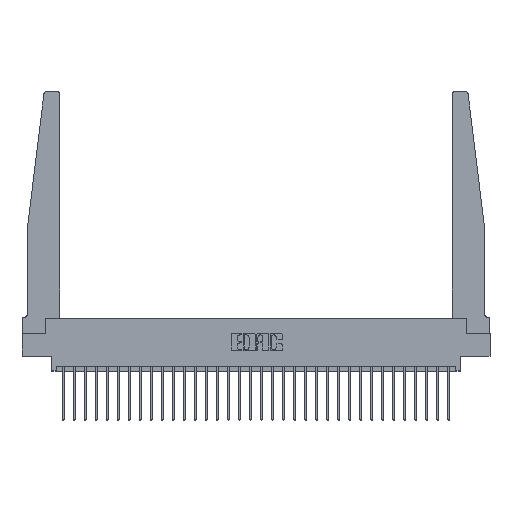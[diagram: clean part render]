
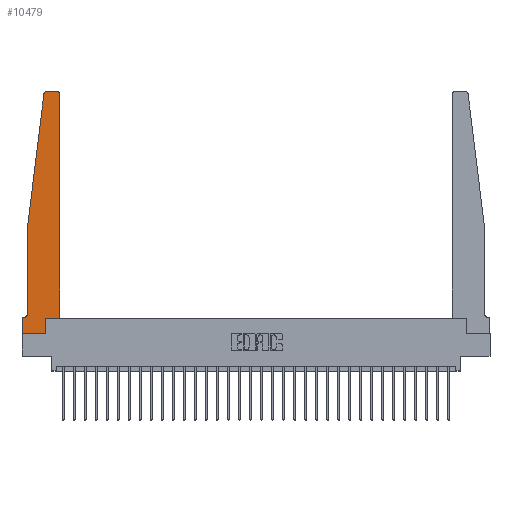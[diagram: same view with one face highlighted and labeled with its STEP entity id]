
A CAD part, top view. The second image highlights one B-rep face of the part: STEP entity #10479.
In plain terms, the highlighted planar face has unit normal (0, 0, 1).
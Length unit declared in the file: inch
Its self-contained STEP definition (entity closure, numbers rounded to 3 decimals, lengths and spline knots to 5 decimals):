
#390 = LINE ( 'NONE', #672, #23174 ) ;
#672 = CARTESIAN_POINT ( 'NONE',  ( 0., 0., 0.37 ) ) ;
#1036 = VECTOR ( 'NONE', #7783, 39.37008 ) ;
#1499 = VERTEX_POINT ( 'NONE', #12546 ) ;
#1939 = VECTOR ( 'NONE', #2041, 39.37008 ) ;
#2041 = DIRECTION ( 'NONE',  ( 0., -1., 0. ) ) ;
#2192 = LINE ( 'NONE', #11808, #1939 ) ;
#2321 = ORIENTED_EDGE ( 'NONE', *, *, #22756, .T. ) ;
#2475 = ORIENTED_EDGE ( 'NONE', *, *, #4068, .T. ) ;
#2515 = CARTESIAN_POINT ( 'NONE',  ( 0., 0.1875, 0.37 ) ) ;
#2607 = ORIENTED_EDGE ( 'NONE', *, *, #6896, .T. ) ;
#2661 = CARTESIAN_POINT ( 'NONE',  ( 0.395, 2.75, 0.37 ) ) ;
#3127 = DIRECTION ( 'NONE',  ( 1., 0., 0. ) ) ;
#3490 = CARTESIAN_POINT ( 'NONE',  ( 0.2605, 0.18, 0.37 ) ) ;
#3789 = VECTOR ( 'NONE', #20103, 39.37008 ) ;
#3876 = LINE ( 'NONE', #8977, #3789 ) ;
#4068 = EDGE_CURVE ( 'NONE', #1499, #5622, #5556, .T. ) ;
#4686 = DIRECTION ( 'NONE',  ( -0.122, -0.992, 0. ) ) ;
#5003 = ORIENTED_EDGE ( 'NONE', *, *, #23316, .T. ) ;
#5202 = DIRECTION ( 'NONE',  ( 0., -1., 0. ) ) ;
#5316 = ORIENTED_EDGE ( 'NONE', *, *, #22819, .T. ) ;
#5358 = VECTOR ( 'NONE', #8230, 39.37008 ) ;
#5556 = CIRCLE ( 'NONE', #9382, 0.03 ) ;
#5622 = VERTEX_POINT ( 'NONE', #2661 ) ;
#5857 = DIRECTION ( 'NONE',  ( 1., 0., 0. ) ) ;
#6245 = VERTEX_POINT ( 'NONE', #20047 ) ;
#6633 = VERTEX_POINT ( 'NONE', #3490 ) ;
#6896 = EDGE_CURVE ( 'NONE', #19894, #22800, #6936, .T. ) ;
#6936 = LINE ( 'NONE', #16097, #8830 ) ;
#7136 = CARTESIAN_POINT ( 'NONE',  ( 0.015, 0.2375, 0.37 ) ) ;
#7399 = VERTEX_POINT ( 'NONE', #2515 ) ;
#7783 = DIRECTION ( 'NONE',  ( -1., 0., 0. ) ) ;
#8083 = LINE ( 'NONE', #19196, #1036 ) ;
#8230 = DIRECTION ( 'NONE',  ( 0., 1., 0. ) ) ;
#8376 = LINE ( 'NONE', #23676, #5358 ) ;
#8830 = VECTOR ( 'NONE', #4686, 39.37008 ) ;
#8977 = CARTESIAN_POINT ( 'NONE',  ( 0.25, 2.75, 0.37 ) ) ;
#9334 = CARTESIAN_POINT ( 'NONE',  ( 0.27653, 2.75, 0.37 ) ) ;
#9374 = LINE ( 'NONE', #25460, #29264 ) ;
#9382 = AXIS2_PLACEMENT_3D ( 'NONE', #26423, #23852, #5857 ) ;
#9395 = VERTEX_POINT ( 'NONE', #15703 ) ;
#9550 = PLANE ( 'NONE',  #16016 ) ;
#9846 = DIRECTION ( 'NONE',  ( 0., 0., 1. ) ) ;
#9902 = CARTESIAN_POINT ( 'NONE',  ( 0.24675, 2.72367, 0.37 ) ) ;
#9965 = ORIENTED_EDGE ( 'NONE', *, *, #13525, .T. ) ;
#10056 = DIRECTION ( 'NONE',  ( 0., 1., 0. ) ) ;
#10467 = ORIENTED_EDGE ( 'NONE', *, *, #25734, .T. ) ;
#10472 = EDGE_CURVE ( 'NONE', #7399, #29619, #390, .T. ) ;
#10479 = ADVANCED_FACE ( 'NONE', ( #21275 ), #9550, .T. ) ;
#10788 = VERTEX_POINT ( 'NONE', #10977 ) ;
#10977 = CARTESIAN_POINT ( 'NONE',  ( 0.425, 0.18, 0.37 ) ) ;
#11140 = ORIENTED_EDGE ( 'NONE', *, *, #10472, .T. ) ;
#11808 = CARTESIAN_POINT ( 'NONE',  ( 0.065, 1.25, 0.37 ) ) ;
#12285 = CARTESIAN_POINT ( 'NONE',  ( 0.27653, 2.72, 0.37 ) ) ;
#12458 = CARTESIAN_POINT ( 'NONE',  ( 0.425, 0.18, 0.37 ) ) ;
#12546 = CARTESIAN_POINT ( 'NONE',  ( 0.425, 2.72, 0.37 ) ) ;
#12867 = AXIS2_PLACEMENT_3D ( 'NONE', #7136, #27111, #18396 ) ;
#13525 = EDGE_CURVE ( 'NONE', #10788, #1499, #21487, .T. ) ;
#14351 = DIRECTION ( 'NONE',  ( 1., 0., 0. ) ) ;
#14495 = EDGE_LOOP ( 'NONE', ( #10467, #28977, #2607, #5003, #22656, #5316, #11140, #21348, #2321, #19675, #9965, #2475 ) ) ;
#15266 = VERTEX_POINT ( 'NONE', #9334 ) ;
#15703 = CARTESIAN_POINT ( 'NONE',  ( 0.065, 0.2375, 0.37 ) ) ;
#16016 = AXIS2_PLACEMENT_3D ( 'NONE', #27877, #9846, #14351 ) ;
#16097 = CARTESIAN_POINT ( 'NONE',  ( 0.065, 1.25, 0.37 ) ) ;
#16159 = CARTESIAN_POINT ( 'NONE',  ( 0.425, 0.18, 0.37 ) ) ;
#17283 = CARTESIAN_POINT ( 'NONE',  ( 0.2605, 0., 0.37 ) ) ;
#18396 = DIRECTION ( 'NONE',  ( -1., 0., 0. ) ) ;
#19196 = CARTESIAN_POINT ( 'NONE',  ( 0.065, 0.1875, 0.37 ) ) ;
#19675 = ORIENTED_EDGE ( 'NONE', *, *, #29152, .T. ) ;
#19894 = VERTEX_POINT ( 'NONE', #9902 ) ;
#20047 = CARTESIAN_POINT ( 'NONE',  ( 0.015, 0.1875, 0.37 ) ) ;
#20068 = LINE ( 'NONE', #16159, #21576 ) ;
#20103 = DIRECTION ( 'NONE',  ( -1., 0., 0. ) ) ;
#20927 = VECTOR ( 'NONE', #10056, 39.37008 ) ;
#21013 = VERTEX_POINT ( 'NONE', #17283 ) ;
#21275 = FACE_OUTER_BOUND ( 'NONE', #14495, .T. ) ;
#21348 = ORIENTED_EDGE ( 'NONE', *, *, #28060, .T. ) ;
#21454 = CARTESIAN_POINT ( 'NONE',  ( 0.065, 1.25, 0.37 ) ) ;
#21487 = LINE ( 'NONE', #12458, #20927 ) ;
#21576 = VECTOR ( 'NONE', #22465, 39.37008 ) ;
#22465 = DIRECTION ( 'NONE',  ( 1., 0., 0. ) ) ;
#22656 = ORIENTED_EDGE ( 'NONE', *, *, #25126, .T. ) ;
#22756 = EDGE_CURVE ( 'NONE', #21013, #6633, #8376, .T. ) ;
#22800 = VERTEX_POINT ( 'NONE', #21454 ) ;
#22819 = EDGE_CURVE ( 'NONE', #6245, #7399, #8083, .T. ) ;
#22869 = CARTESIAN_POINT ( 'NONE',  ( 0., 0., 0.37 ) ) ;
#23174 = VECTOR ( 'NONE', #5202, 39.37008 ) ;
#23316 = EDGE_CURVE ( 'NONE', #22800, #9395, #2192, .T. ) ;
#23527 = AXIS2_PLACEMENT_3D ( 'NONE', #12285, #27921, #3127 ) ;
#23676 = CARTESIAN_POINT ( 'NONE',  ( 0.2605, 0.18, 0.37 ) ) ;
#23731 = DIRECTION ( 'NONE',  ( 1., 0., 0. ) ) ;
#23852 = DIRECTION ( 'NONE',  ( 0., 0., 1. ) ) ;
#24367 = CIRCLE ( 'NONE', #12867, 0.05 ) ;
#24518 = CIRCLE ( 'NONE', #23527, 0.03 ) ;
#25126 = EDGE_CURVE ( 'NONE', #9395, #6245, #24367, .T. ) ;
#25460 = CARTESIAN_POINT ( 'NONE',  ( 0., 0., 0.37 ) ) ;
#25734 = EDGE_CURVE ( 'NONE', #5622, #15266, #3876, .T. ) ;
#26423 = CARTESIAN_POINT ( 'NONE',  ( 0.395, 2.72, 0.37 ) ) ;
#27111 = DIRECTION ( 'NONE',  ( 0., 0., -1. ) ) ;
#27877 = CARTESIAN_POINT ( 'NONE',  ( 0., 0.1875, 0.37 ) ) ;
#27921 = DIRECTION ( 'NONE',  ( 0., 0., 1. ) ) ;
#28060 = EDGE_CURVE ( 'NONE', #29619, #21013, #9374, .T. ) ;
#28501 = EDGE_CURVE ( 'NONE', #15266, #19894, #24518, .T. ) ;
#28977 = ORIENTED_EDGE ( 'NONE', *, *, #28501, .T. ) ;
#29152 = EDGE_CURVE ( 'NONE', #6633, #10788, #20068, .T. ) ;
#29264 = VECTOR ( 'NONE', #23731, 39.37008 ) ;
#29619 = VERTEX_POINT ( 'NONE', #22869 ) ;
